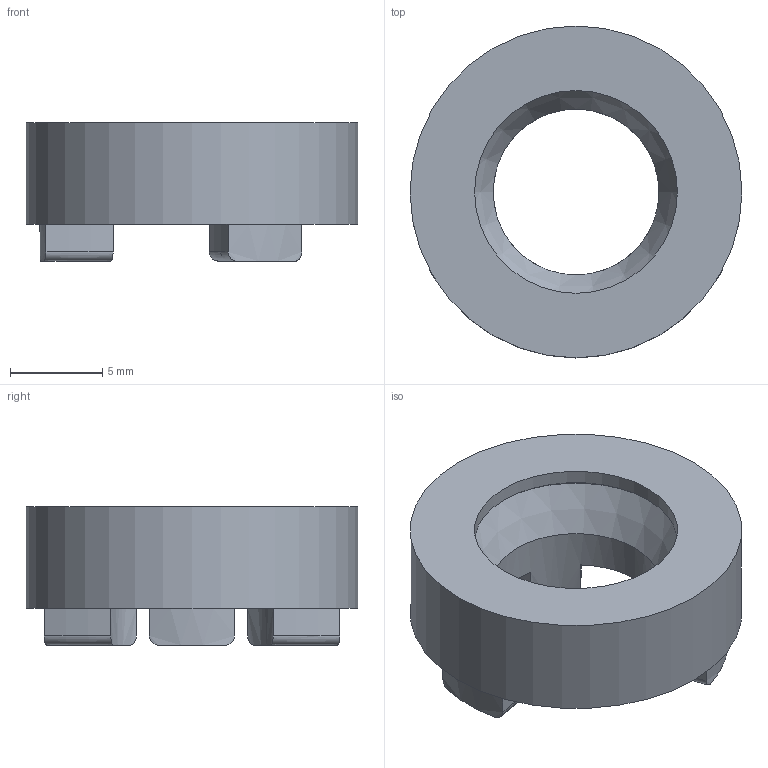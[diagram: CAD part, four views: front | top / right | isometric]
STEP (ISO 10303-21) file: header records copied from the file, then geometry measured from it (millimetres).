
FILE_DESCRIPTION(/* description */ (''),/* implementation_level */ '2;1');
FILE_NAME(/* name */ '331160000.stp',/* time_stamp */ '2022-09-21T11:10:38',/* author */ ('Ratnasingam Jekanthan'),/* organization */ ('REGO-FIX'),/* preprocessor_version */ ' Unknown',/* originating_system */ 'SIEMENS PLM Software Solid Edge ST10',/* authorization */ 'Unknown');
FILE_SCHEMA (('AUTOMOTIVE_DESIGN { 1 0 10303 214 2 1 1}'));
Length unit declared in the file: millimetre
Products named in the file (1): NOCUT
Bounding box: 18 x 18 x 7.5 mm (x, y, z)
Volume: 1046.9 mm3; surface area: 942.6 mm2
Topology: 1 solids, 1 shells, 26 faces, 68 edges, 45 vertices
Faces by surface type: cylinder 12, torus 7, plane 6, cone 1
Full cylindrical faces by diameter (mm): 9 x1, 11 x1, 18 x1
Entity records: 1014 total; most frequent: CARTESIAN_POINT 170, DIRECTION 146, ORIENTED_EDGE 122, AXIS2_PLACEMENT_3D 67, EDGE_CURVE 61, VERTEX_POINT 43, CIRCLE 37, EDGE_LOOP 34
